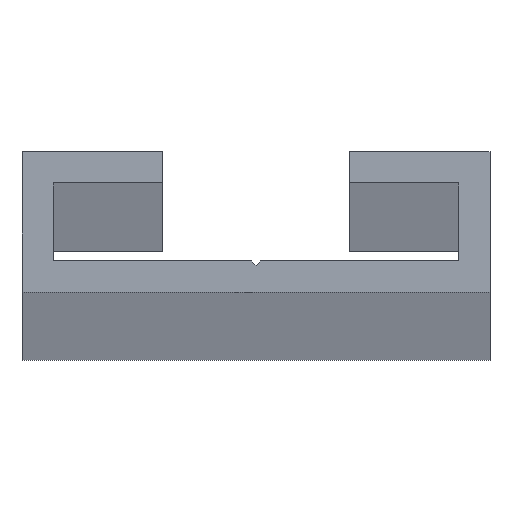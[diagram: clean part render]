
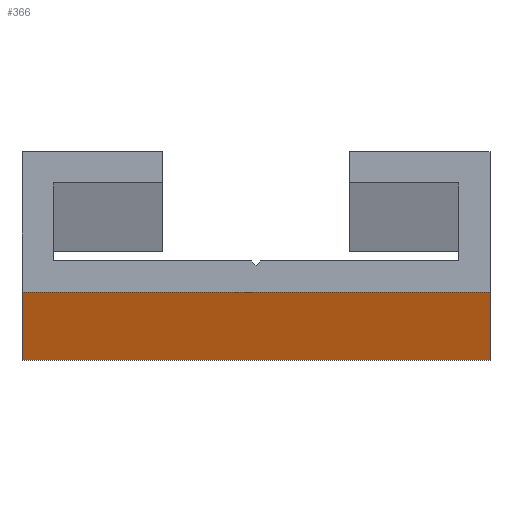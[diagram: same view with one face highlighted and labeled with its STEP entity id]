
A CAD part, top view. The second image highlights one B-rep face of the part: STEP entity #366.
In plain terms, the highlighted planar face has unit normal (0, -1, 0).
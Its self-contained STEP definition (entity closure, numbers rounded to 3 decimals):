
#61=DIRECTION('',(-1.,0.,0.));
#62=VECTOR('',#61,30.);
#63=CARTESIAN_POINT('',(15.,-4.5,0.));
#64=LINE('',#63,#62);
#65=DIRECTION('',(0.,0.,-1.));
#66=VECTOR('',#65,2500.);
#67=CARTESIAN_POINT('',(-15.,-4.5,0.));
#68=LINE('',#67,#66);
#73=DIRECTION('',(0.,0.,-1.));
#74=VECTOR('',#73,2500.);
#75=CARTESIAN_POINT('',(15.,-4.5,0.));
#76=LINE('',#75,#74);
#145=DIRECTION('',(-1.,0.,0.));
#146=VECTOR('',#145,30.);
#147=CARTESIAN_POINT('',(15.,-4.5,-2500.));
#148=LINE('',#147,#146);
#245=CARTESIAN_POINT('',(15.,-4.5,-2500.));
#246=CARTESIAN_POINT('',(-15.,-4.5,-2500.));
#247=VERTEX_POINT('',#245);
#248=VERTEX_POINT('',#246);
#277=CARTESIAN_POINT('',(15.,-4.5,0.));
#278=VERTEX_POINT('',#277);
#281=CARTESIAN_POINT('',(-15.,-4.5,0.));
#282=VERTEX_POINT('',#281);
#353=CARTESIAN_POINT('',(-15.,-4.5,-2500.));
#354=DIRECTION('',(0.,-1.,0.));
#355=DIRECTION('',(1.,0.,0.));
#356=AXIS2_PLACEMENT_3D('',#353,#354,#355);
#357=PLANE('',#356);
#358=ORIENTED_EDGE('',*,*,#333,.F.);
#360=ORIENTED_EDGE('',*,*,#359,.T.);
#362=ORIENTED_EDGE('',*,*,#361,.T.);
#363=ORIENTED_EDGE('',*,*,#344,.F.);
#364=EDGE_LOOP('',(#358,#360,#362,#363));
#365=FACE_OUTER_BOUND('',#364,.F.);
#366=ADVANCED_FACE('',(#365),#357,.T.);
#333=EDGE_CURVE('',#278,#282,#64,.T.);
#344=EDGE_CURVE('',#282,#248,#68,.T.);
#359=EDGE_CURVE('',#278,#247,#76,.T.);
#361=EDGE_CURVE('',#247,#248,#148,.T.);
